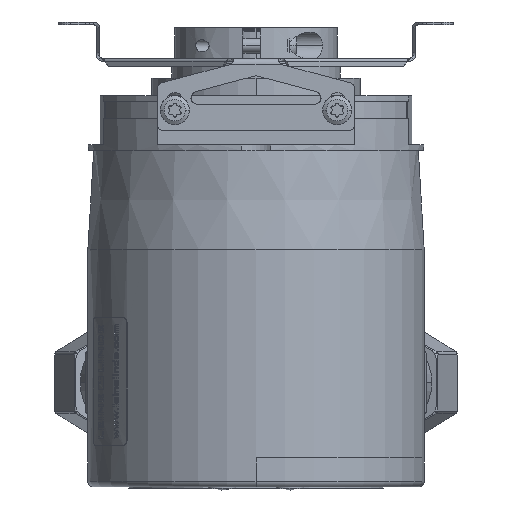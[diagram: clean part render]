
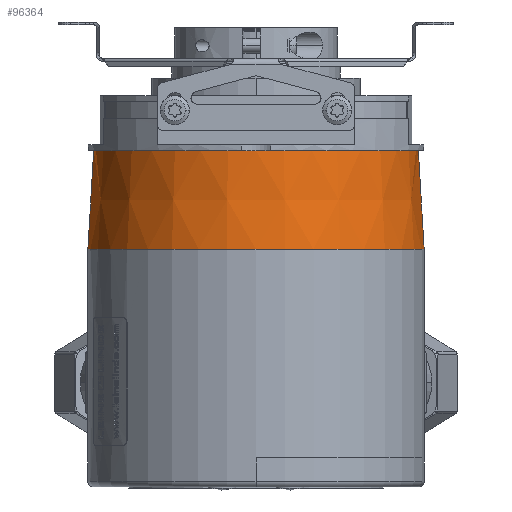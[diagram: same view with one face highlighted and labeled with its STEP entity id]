
A CAD part, front view. The second image highlights one B-rep face of the part: STEP entity #96364.
In plain terms, the highlighted conical face has half-angle 3.366 degrees and reference radius 28.5 mm.
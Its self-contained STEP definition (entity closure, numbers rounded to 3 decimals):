
#10782=CARTESIAN_POINT('',(0.,0.,3.8));
#10783=DIRECTION('',(0.,0.,-1.));
#10784=DIRECTION('',(1.,0.,0.));
#10785=AXIS2_PLACEMENT_3D('',#10782,#10783,#10784);
#10787=DIRECTION('',(-0.059,0.,0.998));
#10788=VECTOR('',#10787,17.029);
#10789=CARTESIAN_POINT('',(29.,0.,-13.2));
#10790=LINE('',#10789,#10788);
#10791=CARTESIAN_POINT('',(0.,0.,-13.2));
#10792=DIRECTION('',(0.,0.,1.));
#10793=DIRECTION('',(-1.,0.,0.));
#10794=AXIS2_PLACEMENT_3D('',#10791,#10792,#10793);
#10796=DIRECTION('',(0.059,0.,0.998));
#10797=VECTOR('',#10796,17.029);
#10798=CARTESIAN_POINT('',(-29.,0.,-13.2));
#10799=LINE('',#10798,#10797);
#10800=CARTESIAN_POINT('',(0.,0.,3.8));
#10801=DIRECTION('',(0.,0.,-1.));
#10802=DIRECTION('',(0.,-1.,0.));
#10803=AXIS2_PLACEMENT_3D('',#10800,#10801,#10802);
#65429=CARTESIAN_POINT('',(-29.,0.,-13.2));
#65430=CARTESIAN_POINT('',(29.,0.,-13.2));
#65431=VERTEX_POINT('',#65429);
#65432=VERTEX_POINT('',#65430);
#80920=CARTESIAN_POINT('',(-28.,0.,3.8));
#80921=CARTESIAN_POINT('',(28.,0.,3.8));
#80922=VERTEX_POINT('',#80920);
#80923=VERTEX_POINT('',#80921);
#80924=CARTESIAN_POINT('',(0.,-28.,3.8));
#80925=VERTEX_POINT('',#80924);
#96352=CARTESIAN_POINT('',(0.,0.,-4.7));
#96353=DIRECTION('',(0.,0.,-1.));
#96354=DIRECTION('',(1.,0.,0.));
#96355=AXIS2_PLACEMENT_3D('',#96352,#96353,#96354);
#96356=CONICAL_SURFACE('',#96355,28.5,3.366);
#96357=ORIENTED_EDGE('',*,*,#96339,.F.);
#96358=ORIENTED_EDGE('',*,*,#96328,.F.);
#96359=ORIENTED_EDGE('',*,*,#87018,.F.);
#96360=ORIENTED_EDGE('',*,*,#96325,.T.);
#96361=ORIENTED_EDGE('',*,*,#96347,.F.);
#96362=EDGE_LOOP('',(#96357,#96358,#96359,#96360,#96361));
#96363=FACE_OUTER_BOUND('',#96362,.F.);
#10786=CIRCLE('',#10785,28.);
#10795=CIRCLE('',#10794,29.);
#10804=CIRCLE('',#10803,28.);
#87018=EDGE_CURVE('',#65431,#65432,#10795,.T.);
#96325=EDGE_CURVE('',#65431,#80922,#10799,.T.);
#96328=EDGE_CURVE('',#65432,#80923,#10790,.T.);
#96339=EDGE_CURVE('',#80923,#80925,#10786,.T.);
#96347=EDGE_CURVE('',#80925,#80922,#10804,.T.);
#96364=ADVANCED_FACE('',(#96363),#96356,.T.);
